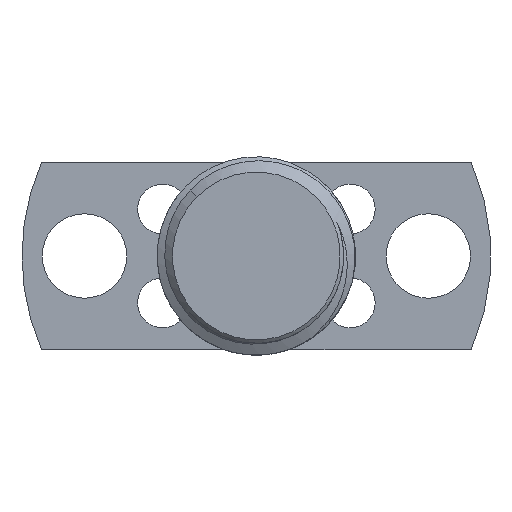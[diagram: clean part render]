
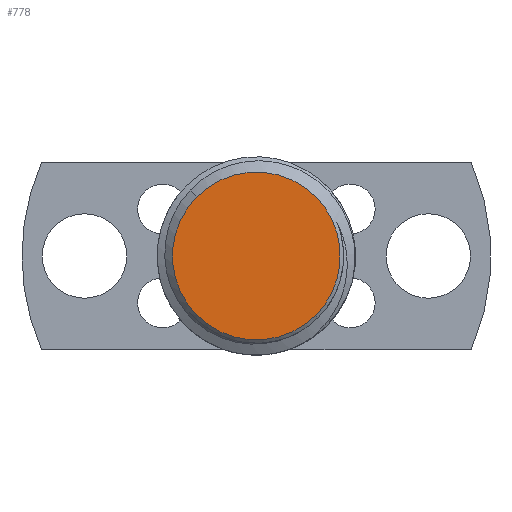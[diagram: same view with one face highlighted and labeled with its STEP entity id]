
A CAD part, front view. The second image highlights one B-rep face of the part: STEP entity #778.
In plain terms, the highlighted planar face has unit normal (0, -1, 0).
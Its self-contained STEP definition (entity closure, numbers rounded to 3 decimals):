
#1 = ORIENTED_EDGE ( 'NONE', *, *, #7825, .T. ) ;
#540 = EDGE_LOOP ( 'NONE', ( #2243, #1 ) ) ;
#778 = ADVANCED_FACE ( 'NONE', ( #6973 ), #1658, .T. ) ;
#1230 = CARTESIAN_POINT ( 'NONE',  ( 0., -11., 0. ) ) ;
#1401 = CARTESIAN_POINT ( 'NONE',  ( -1.899, -11., 1.899 ) ) ;
#1658 = PLANE ( 'NONE',  #5983 ) ;
#1894 = EDGE_CURVE ( 'NONE', #2710, #6246, #7604, .T. ) ;
#2243 = ORIENTED_EDGE ( 'NONE', *, *, #1894, .T. ) ;
#2710 = VERTEX_POINT ( 'NONE', #6864 ) ;
#4250 = DIRECTION ( 'NONE',  ( 0.707, 0., -0.707 ) ) ;
#4824 = DIRECTION ( 'NONE',  ( 0., -1., 0. ) ) ;
#5141 = AXIS2_PLACEMENT_3D ( 'NONE', #5262, #6524, #5285 ) ;
#5262 = CARTESIAN_POINT ( 'NONE',  ( 0., -11., 0. ) ) ;
#5285 = DIRECTION ( 'NONE',  ( 0.707, 0., -0.707 ) ) ;
#5471 = DIRECTION ( 'NONE',  ( 0., -1., 0. ) ) ;
#5887 = CARTESIAN_POINT ( 'NONE',  ( 1.644, -11., 1.644 ) ) ;
#5983 = AXIS2_PLACEMENT_3D ( 'NONE', #5887, #4824, #4250 ) ;
#6053 = DIRECTION ( 'NONE',  ( 0.707, 0., -0.707 ) ) ;
#6067 = CIRCLE ( 'NONE', #7235, 2.685 ) ;
#6246 = VERTEX_POINT ( 'NONE', #1401 ) ;
#6524 = DIRECTION ( 'NONE',  ( 0., -1., 0. ) ) ;
#6864 = CARTESIAN_POINT ( 'NONE',  ( 1.899, -11., -1.899 ) ) ;
#6973 = FACE_OUTER_BOUND ( 'NONE', #540, .T. ) ;
#7235 = AXIS2_PLACEMENT_3D ( 'NONE', #1230, #5471, #6053 ) ;
#7604 = CIRCLE ( 'NONE', #5141, 2.685 ) ;
#7825 = EDGE_CURVE ( 'NONE', #6246, #2710, #6067, .T. ) ;
